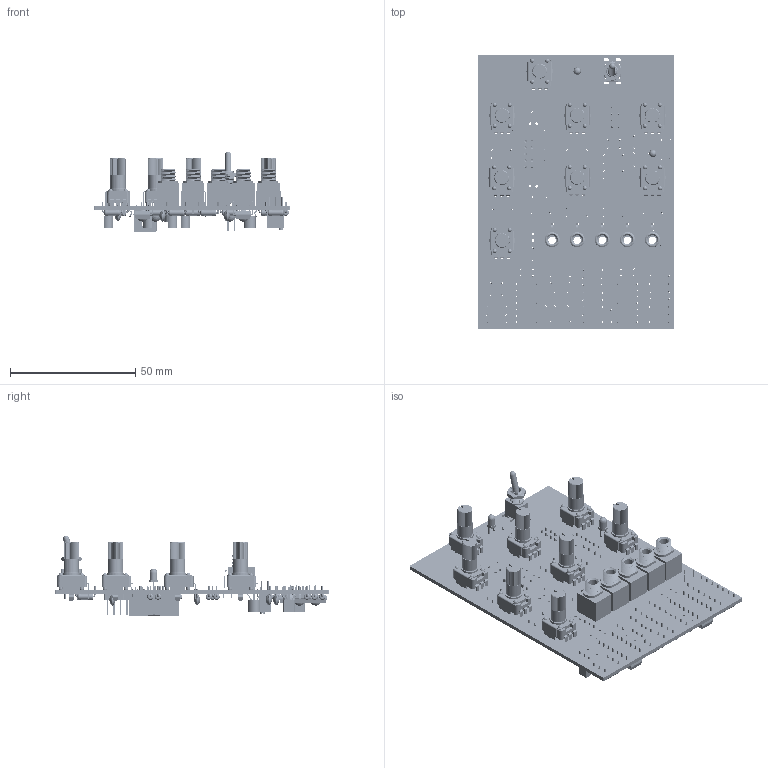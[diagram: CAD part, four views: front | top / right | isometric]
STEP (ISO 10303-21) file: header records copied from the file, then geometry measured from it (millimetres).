
FILE_DESCRIPTION(('FreeCAD Model'),'2;1');
FILE_NAME('Open CASCADE Shape Model','2022-11-30T23:26:17',(''),(''), 'Open CASCADE STEP processor 7.6','FreeCAD','Unknown');
FILE_SCHEMA(('AUTOMOTIVE_DESIGN { 1 0 10303 214 1 1 1 1 }'));
Length unit declared in the file: millimetre
Products named in the file (33): ilse; Local_CS_25a6; Board_Geoms_25a6; Pcb_25a6; PCB_Sketch_25a6; Step_Models_25a6; Top_25a6; J7_PJ301M_12_Thonkiconn_v0_2_00005dbd84bc; 1; 2; 3; RV5_SOLID_00005dbd8947[2]; SW1_Taiway sub miniature switch spdt v009_00005dbd8b2c[2]; Taiway sub miniature switch spdt v3; Taiway sub miniature switch spdt v004; Taiway sub miniature switch spdt v005; Taiway sub miniature switch spdt v006; Taiway sub miniature switch spdt v007; Taiway sub miniature switch spdt v008; D1_LED_D3.0mm_00005dbd9654; Bot_25a6; C12_CP_Radial_D50mm_P250mm_00005dbd8583; R36_R_Axial_DIN0207_L63mm_D25mm_P762mm_Horizontal_00005dbd88be; U2_DIP-14_W7.62mm_00005dbd89a6; J3_PinHeader_2x04_P254mm_Vertical_00005dbd8ae8; RV3_Potentiometer_Bourns_3266W_Vertical_00005dbd8e93; R18_R_0603_1608Metric_00005dbd8f4c[2]; J2_Open CASCADE STEP translator 6.8 1_00005dbd8f87; C4_C_Disc_D47mm_W25mm_P500mm_00005dbd92d7; Q2_TO-92_Inline_Wide_00005dbd9582; D3_D_DO-35_SOD27_P7.62mm_Horizontal002_3603d3ad20f4; D_DO-35_SOD27_P7.62mm_Horizontal; D_DO-35_SOD27_P7.62mm_Horizontal001
Assembly tree (102 placements, depth 5):
  ilse
    Local_CS_25a6
    Board_Geoms_25a6
      Pcb_25a6
      PCB_Sketch_25a6
    Step_Models_25a6
      Top_25a6
        J7_PJ301M_12_Thonkiconn_v0_2_00005dbd84bc  x5
          1
          2
          3
        RV5_SOLID_00005dbd8947[2]  x8
        SW1_Taiway sub miniature switch spdt v009_00005dbd8b2c[2]
          Taiway sub miniature switch spdt v3
          Taiway sub miniature switch spdt v004
          Taiway sub miniature switch spdt v005
          Taiway sub miniature switch spdt v006
          Taiway sub miniature switch spdt v007
          Taiway sub miniature switch spdt v008
        D1_LED_D3.0mm_00005dbd9654  x2
      Bot_25a6
        C12_CP_Radial_D50mm_P250mm_00005dbd8583  x2
        R36_R_Axial_DIN0207_L63mm_D25mm_P762mm_Horizontal_00005dbd88be  x40
        U2_DIP-14_W7.62mm_00005dbd89a6  x2
        J3_PinHeader_2x04_P254mm_Vertical_00005dbd8ae8
        RV3_Potentiometer_Bourns_3266W_Vertical_00005dbd8e93
        R18_R_0603_1608Metric_00005dbd8f4c[2]
        J2_Open CASCADE STEP translator 6.8 1_00005dbd8f87
        C4_C_Disc_D47mm_W25mm_P500mm_00005dbd92d7  x11
        Q2_TO-92_Inline_Wide_00005dbd9582  x6
        D3_D_DO-35_SOD27_P7.62mm_Horizontal002_3603d3ad20f4  x3
          D_DO-35_SOD27_P7.62mm_Horizontal
          D_DO-35_SOD27_P7.62mm_Horizontal001
Bounding box: 78.49 x 109.47 x 32.24 mm (x, y, z)
Volume: 27372.5 mm3; surface area: 41479.8 mm2
Topology: 103 solids, 105 shells, 6059 faces, 15427 edges, 9892 vertices
Faces by surface type: plane 3601, cylinder 1726, cone 241, torus 176, sphere 140, bspline 139, revolution 36
Full cylindrical faces by diameter (mm): 0.46 x3, 0.5 x60, 0.6 x80, 0.8 x161, 0.9 x4, 1 x48, 1.22 x5, 1.42 x5, 1.43 x5, 1.78 x1, 2 x6, 2.02 x3, 2.25 x40, 2.5 x81, 3 x7, 3.6 x5, 3.75 x4, 3.966 x5, 4.176 x4, 4.75 x1, 6 x1
Entity records: 78969 total; most frequent: CARTESIAN_POINT 18560, ORIENTED_EDGE 10464, DIRECTION 10142, EDGE_CURVE 5232, LINE 3567, VECTOR 3567, VERTEX_POINT 3371, AXIS2_PLACEMENT_3D 3282
